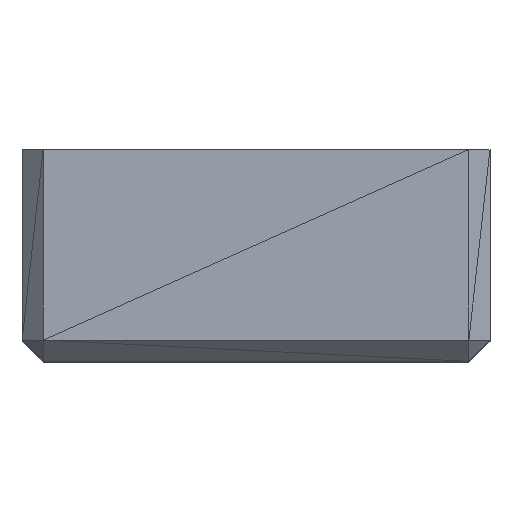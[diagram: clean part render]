
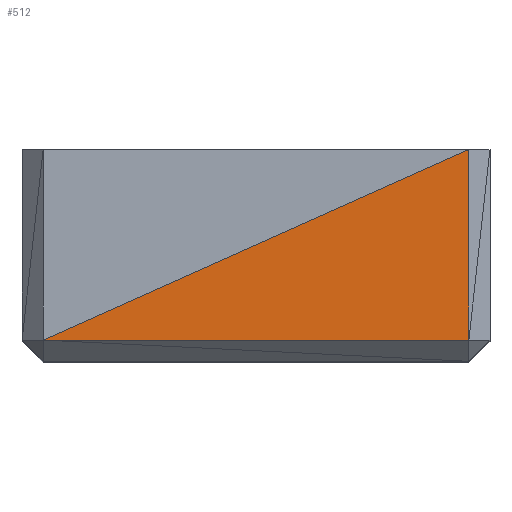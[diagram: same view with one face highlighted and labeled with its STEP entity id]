
A CAD part, top view. The second image highlights one B-rep face of the part: STEP entity #512.
In plain terms, the highlighted planar face has unit normal (0, 0, 1).
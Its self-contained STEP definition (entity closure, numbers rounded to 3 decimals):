
#174=CARTESIAN_POINT('',(7.391,3.251,15.011));
#173=VERTEX_POINT('',#174);
#486=CARTESIAN_POINT('',(-2.311,-1.092,15.011));
#485=VERTEX_POINT('',#486);
#482=EDGE_CURVE('',#173,#485,#487,.T.);
#487=LINE('',#174,#489);
#489=VECTOR('',#490,10.631);
#490=DIRECTION('',(-0.913,-0.409,0.0));
#512=ADVANCED_FACE('',(#518),#513,.T.);
#513=PLANE('',#514);
#514=AXIS2_PLACEMENT_3D('',#515,#516,#517);
#515=CARTESIAN_POINT('',(7.391,-1.092,15.011));
#516=DIRECTION('',(0.0,0.0,1.0));
#517=DIRECTION('',(0.,1.,0.));
#518=FACE_OUTER_BOUND('',#519,.T.);
#519=EDGE_LOOP('',(#520,#530,#540));
#525=CARTESIAN_POINT('',(7.391,-1.092,15.011));
#524=VERTEX_POINT('',#525);
#521=EDGE_CURVE('',#173,#524,#526,.T.);
#526=LINE('',#174,#528);
#528=VECTOR('',#529,4.343);
#529=DIRECTION('',(0.0,-1.0,0.0));
#520=ORIENTED_EDGE('',*,*,#521,.F.);
#530=ORIENTED_EDGE('',*,*,#482,.T.);
#541=EDGE_CURVE('',#524,#485,#546,.T.);
#546=LINE('',#525,#548);
#548=VECTOR('',#549,9.703);
#549=DIRECTION('',(-1.0,0.0,0.0));
#540=ORIENTED_EDGE('',*,*,#541,.F.);
